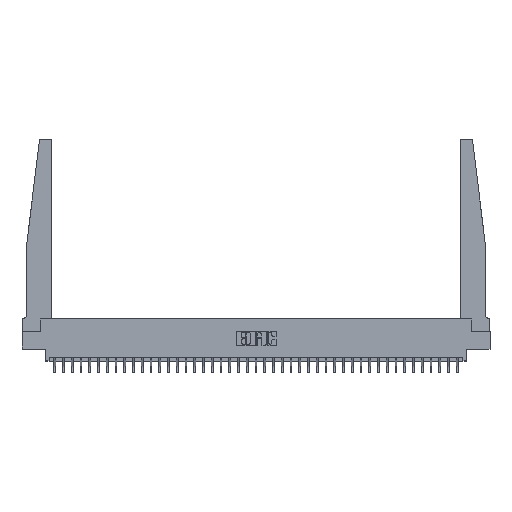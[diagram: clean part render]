
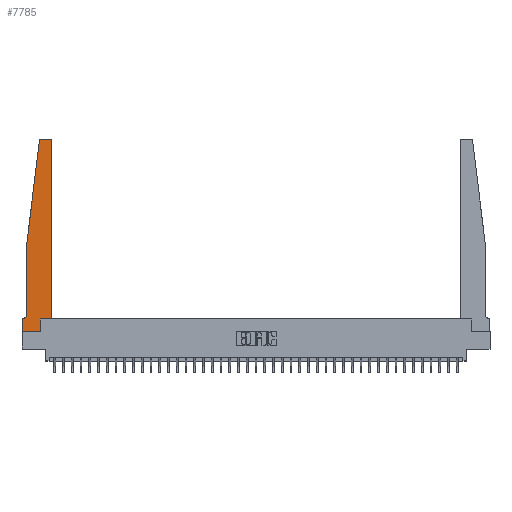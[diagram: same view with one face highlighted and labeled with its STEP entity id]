
A CAD part, top view. The second image highlights one B-rep face of the part: STEP entity #7785.
In plain terms, the highlighted planar face has unit normal (0, 0, 1).
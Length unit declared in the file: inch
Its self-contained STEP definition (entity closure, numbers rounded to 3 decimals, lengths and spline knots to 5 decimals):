
#40 = LINE ( 'NONE', #27257, #20912 ) ;
#405 = PLANE ( 'NONE',  #31024 ) ;
#1064 = EDGE_CURVE ( 'NONE', #27955, #33836, #40, .T. ) ;
#1259 = CARTESIAN_POINT ( 'NONE',  ( 0.27653, 2.72, 0.37 ) ) ;
#1972 = CARTESIAN_POINT ( 'NONE',  ( 0.065, 0.2375, 0.37 ) ) ;
#2062 = CARTESIAN_POINT ( 'NONE',  ( 0.24675, 2.72367, 0.37 ) ) ;
#2480 = ORIENTED_EDGE ( 'NONE', *, *, #10793, .T. ) ;
#2774 = VECTOR ( 'NONE', #23312, 39.37008 ) ;
#3127 = DIRECTION ( 'NONE',  ( 0., 0., 1. ) ) ;
#3281 = VERTEX_POINT ( 'NONE', #20189 ) ;
#3822 = VERTEX_POINT ( 'NONE', #27802 ) ;
#3988 = DIRECTION ( 'NONE',  ( 1., 0., 0. ) ) ;
#4090 = DIRECTION ( 'NONE',  ( -0.122, -0.992, 0. ) ) ;
#5581 = EDGE_CURVE ( 'NONE', #28885, #21563, #6540, .T. ) ;
#5618 = CARTESIAN_POINT ( 'NONE',  ( 0.25, 2.75, 0.37 ) ) ;
#5619 = DIRECTION ( 'NONE',  ( 0., 0., 1. ) ) ;
#5754 = VECTOR ( 'NONE', #26893, 39.37008 ) ;
#6449 = VERTEX_POINT ( 'NONE', #20939 ) ;
#6540 = LINE ( 'NONE', #20409, #20179 ) ;
#6625 = LINE ( 'NONE', #13242, #5754 ) ;
#6748 = VERTEX_POINT ( 'NONE', #27516 ) ;
#6751 = ORIENTED_EDGE ( 'NONE', *, *, #33773, .T. ) ;
#6958 = CARTESIAN_POINT ( 'NONE',  ( 0.065, 0.1875, 0.37 ) ) ;
#7282 = CARTESIAN_POINT ( 'NONE',  ( 0.015, 0.2375, 0.37 ) ) ;
#7736 = EDGE_CURVE ( 'NONE', #18618, #6748, #28562, .T. ) ;
#7785 = ADVANCED_FACE ( 'NONE', ( #12429 ), #405, .T. ) ;
#7969 = ORIENTED_EDGE ( 'NONE', *, *, #16003, .T. ) ;
#9138 = CARTESIAN_POINT ( 'NONE',  ( 0.425, 0.18, 0.37 ) ) ;
#9218 = CARTESIAN_POINT ( 'NONE',  ( 0., 0.1875, 0.37 ) ) ;
#9671 = DIRECTION ( 'NONE',  ( -1., 0., 0. ) ) ;
#9993 = DIRECTION ( 'NONE',  ( -1., 0., 0. ) ) ;
#10400 = ORIENTED_EDGE ( 'NONE', *, *, #1064, .T. ) ;
#10678 = ORIENTED_EDGE ( 'NONE', *, *, #5581, .T. ) ;
#10793 = EDGE_CURVE ( 'NONE', #6449, #28885, #22498, .T. ) ;
#11054 = VECTOR ( 'NONE', #13185, 39.37008 ) ;
#11145 = EDGE_LOOP ( 'NONE', ( #7969, #2480, #10678, #26060, #25048, #15330, #6751, #10400, #27388, #16343, #32413, #30208 ) ) ;
#11428 = VECTOR ( 'NONE', #30844, 39.37008 ) ;
#11682 = LINE ( 'NONE', #6958, #27832 ) ;
#12099 = CARTESIAN_POINT ( 'NONE',  ( 0., 0., 0.37 ) ) ;
#12429 = FACE_OUTER_BOUND ( 'NONE', #11145, .T. ) ;
#12708 = AXIS2_PLACEMENT_3D ( 'NONE', #1259, #20312, #3988 ) ;
#13185 = DIRECTION ( 'NONE',  ( 0., -1., 0. ) ) ;
#13242 = CARTESIAN_POINT ( 'NONE',  ( 0., 0., 0.37 ) ) ;
#13723 = DIRECTION ( 'NONE',  ( 1., 0., 0. ) ) ;
#14432 = LINE ( 'NONE', #14514, #20850 ) ;
#14514 = CARTESIAN_POINT ( 'NONE',  ( 0.2605, 0.18, 0.37 ) ) ;
#14876 = CARTESIAN_POINT ( 'NONE',  ( 0.425, 0.18, 0.37 ) ) ;
#15330 = ORIENTED_EDGE ( 'NONE', *, *, #34074, .T. ) ;
#16003 = EDGE_CURVE ( 'NONE', #6748, #6449, #25248, .T. ) ;
#16327 = DIRECTION ( 'NONE',  ( -1., 0., 0. ) ) ;
#16343 = ORIENTED_EDGE ( 'NONE', *, *, #30988, .T. ) ;
#16501 = AXIS2_PLACEMENT_3D ( 'NONE', #21947, #5619, #24657 ) ;
#17135 = AXIS2_PLACEMENT_3D ( 'NONE', #7282, #26263, #9993 ) ;
#17564 = CARTESIAN_POINT ( 'NONE',  ( 0.065, 1.25, 0.37 ) ) ;
#18123 = LINE ( 'NONE', #9138, #2774 ) ;
#18585 = CARTESIAN_POINT ( 'NONE',  ( 0.065, 1.25, 0.37 ) ) ;
#18618 = VERTEX_POINT ( 'NONE', #32882 ) ;
#20179 = VECTOR ( 'NONE', #4090, 39.37008 ) ;
#20189 = CARTESIAN_POINT ( 'NONE',  ( 0.015, 0.1875, 0.37 ) ) ;
#20312 = DIRECTION ( 'NONE',  ( 0., 0., 1. ) ) ;
#20409 = CARTESIAN_POINT ( 'NONE',  ( 0.065, 1.25, 0.37 ) ) ;
#20580 = EDGE_CURVE ( 'NONE', #21563, #31769, #26379, .T. ) ;
#20850 = VECTOR ( 'NONE', #33481, 39.37008 ) ;
#20912 = VECTOR ( 'NONE', #13723, 39.37008 ) ;
#20939 = CARTESIAN_POINT ( 'NONE',  ( 0.27653, 2.75, 0.37 ) ) ;
#21563 = VERTEX_POINT ( 'NONE', #17564 ) ;
#21947 = CARTESIAN_POINT ( 'NONE',  ( 0.395, 2.72, 0.37 ) ) ;
#22174 = DIRECTION ( 'NONE',  ( 1., 0., 0. ) ) ;
#22215 = EDGE_CURVE ( 'NONE', #33836, #3822, #14432, .T. ) ;
#22308 = VERTEX_POINT ( 'NONE', #14876 ) ;
#22498 = CIRCLE ( 'NONE', #12708, 0.03 ) ;
#23312 = DIRECTION ( 'NONE',  ( 0., 1., 0. ) ) ;
#24551 = CARTESIAN_POINT ( 'NONE',  ( 0.2605, 0., 0.37 ) ) ;
#24657 = DIRECTION ( 'NONE',  ( 1., 0., 0. ) ) ;
#24658 = EDGE_CURVE ( 'NONE', #22308, #18618, #18123, .T. ) ;
#25048 = ORIENTED_EDGE ( 'NONE', *, *, #26084, .T. ) ;
#25248 = LINE ( 'NONE', #5618, #32420 ) ;
#26060 = ORIENTED_EDGE ( 'NONE', *, *, #20580, .T. ) ;
#26084 = EDGE_CURVE ( 'NONE', #31769, #3281, #30689, .T. ) ;
#26263 = DIRECTION ( 'NONE',  ( 0., 0., -1. ) ) ;
#26379 = LINE ( 'NONE', #18585, #11054 ) ;
#26893 = DIRECTION ( 'NONE',  ( 0., -1., 0. ) ) ;
#27257 = CARTESIAN_POINT ( 'NONE',  ( 0., 0., 0.37 ) ) ;
#27271 = VERTEX_POINT ( 'NONE', #9218 ) ;
#27388 = ORIENTED_EDGE ( 'NONE', *, *, #22215, .T. ) ;
#27516 = CARTESIAN_POINT ( 'NONE',  ( 0.395, 2.75, 0.37 ) ) ;
#27802 = CARTESIAN_POINT ( 'NONE',  ( 0.2605, 0.18, 0.37 ) ) ;
#27832 = VECTOR ( 'NONE', #9671, 39.37008 ) ;
#27955 = VERTEX_POINT ( 'NONE', #12099 ) ;
#28138 = CARTESIAN_POINT ( 'NONE',  ( 0.425, 0.18, 0.37 ) ) ;
#28562 = CIRCLE ( 'NONE', #16501, 0.03 ) ;
#28885 = VERTEX_POINT ( 'NONE', #2062 ) ;
#30163 = CARTESIAN_POINT ( 'NONE',  ( 0., 0.1875, 0.37 ) ) ;
#30208 = ORIENTED_EDGE ( 'NONE', *, *, #7736, .T. ) ;
#30689 = CIRCLE ( 'NONE', #17135, 0.05 ) ;
#30844 = DIRECTION ( 'NONE',  ( 1., 0., 0. ) ) ;
#30988 = EDGE_CURVE ( 'NONE', #3822, #22308, #33084, .T. ) ;
#31024 = AXIS2_PLACEMENT_3D ( 'NONE', #30163, #3127, #22174 ) ;
#31769 = VERTEX_POINT ( 'NONE', #1972 ) ;
#32413 = ORIENTED_EDGE ( 'NONE', *, *, #24658, .T. ) ;
#32420 = VECTOR ( 'NONE', #16327, 39.37008 ) ;
#32882 = CARTESIAN_POINT ( 'NONE',  ( 0.425, 2.72, 0.37 ) ) ;
#33084 = LINE ( 'NONE', #28138, #11428 ) ;
#33481 = DIRECTION ( 'NONE',  ( 0., 1., 0. ) ) ;
#33773 = EDGE_CURVE ( 'NONE', #27271, #27955, #6625, .T. ) ;
#33836 = VERTEX_POINT ( 'NONE', #24551 ) ;
#34074 = EDGE_CURVE ( 'NONE', #3281, #27271, #11682, .T. ) ;
